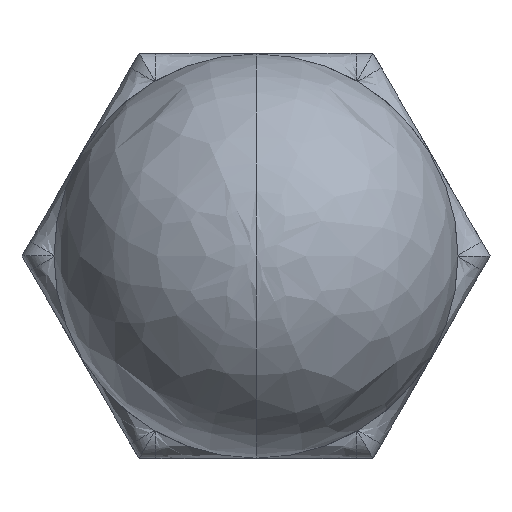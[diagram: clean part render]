
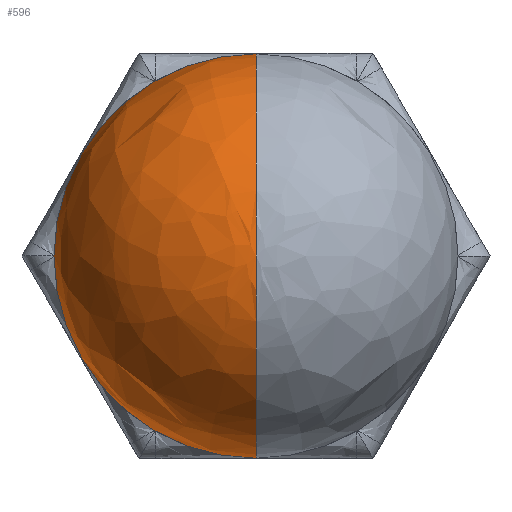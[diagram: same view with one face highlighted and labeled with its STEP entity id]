
A CAD part, front view. The second image highlights one B-rep face of the part: STEP entity #596.
In plain terms, the highlighted free-form (B-spline) face has degree [3, 3] with [4, 4] control points.
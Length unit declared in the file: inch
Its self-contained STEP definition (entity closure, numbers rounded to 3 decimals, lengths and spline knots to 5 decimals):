
#588 = VERTEX_POINT ( 'NONE', #2030 ) ;
#589 = VERTEX_POINT ( 'NONE', #2073 ) ;
#596 = ADVANCED_FACE ( 'NONE', ( #2066 ), #2058, .T. ) ;
#597 = VERTEX_POINT ( 'NONE', #2063 ) ;
#598 = EDGE_LOOP ( 'NONE', ( #601, #599, #606 ) ) ;
#599 = ORIENTED_EDGE ( 'NONE', *, *, #603, .T. ) ;
#601 = ORIENTED_EDGE ( 'NONE', *, *, #698, .F. ) ;
#603 = EDGE_CURVE ( 'NONE', #589, #588, #2081, .T. ) ;
#605 = EDGE_CURVE ( 'NONE', #588, #597, #2062, .T. ) ;
#606 = ORIENTED_EDGE ( 'NONE', *, *, #605, .T. ) ;
#698 = EDGE_CURVE ( 'NONE', #589, #597, #2289, .T. ) ;
#2030 = CARTESIAN_POINT ( 'NONE',  ( 0., -0.7835, 0.1555 ) ) ;
#2058 =( BOUNDED_SURFACE ( )  B_SPLINE_SURFACE ( 3, 3, ( 
 ( #2100, #2099, #2098, #2097 ),
 ( #2096, #2095, #2094, #2093 ),
 ( #2092, #2091, #2090, #2089 ),
 ( #2088, #2087, #2086, #2085 ) ),
 .UNSPECIFIED., .F., .F., .T. ) 
 B_SPLINE_SURFACE_WITH_KNOTS ( ( 4, 4 ),
 ( 4, 4 ),
 ( 0., 1. ),
 ( 0., 1. ),
 .UNSPECIFIED. ) 
 GEOMETRIC_REPRESENTATION_ITEM ( )  RATIONAL_B_SPLINE_SURFACE ( (
 ( 1., 0.333, 0.333, 1.),
 ( 0.805, 0.268, 0.268, 0.805),
 ( 0.805, 0.268, 0.268, 0.805),
 ( 1., 0.333, 0.333, 1.) ) ) 
 REPRESENTATION_ITEM ( '' )  SURFACE ( )  );
#2062 = CIRCLE ( 'NONE', #2067, 0.1555 ) ;
#2063 = CARTESIAN_POINT ( 'NONE',  ( 0., -0.7835, -0.1555 ) ) ;
#2066 = FACE_OUTER_BOUND ( 'NONE', #598, .T. ) ;
#2067 = AXIS2_PLACEMENT_3D ( 'NONE', #2084, #2125, #2124 ) ;
#2073 = CARTESIAN_POINT ( 'NONE',  ( 0., -0.9435, 0. ) ) ;
#2080 = CARTESIAN_POINT ( 'NONE',  ( 0., -0.9435, 0. ) ) ;
#2081 =( BOUNDED_CURVE ( )  B_SPLINE_CURVE ( 3, ( #2080, #2131, #2130, #2129 ),
 .UNSPECIFIED., .F., .F. ) 
 B_SPLINE_CURVE_WITH_KNOTS ( ( 4, 4 ),
 ( 0., 1.5708 ),
 .UNSPECIFIED. ) 
 CURVE ( )  GEOMETRIC_REPRESENTATION_ITEM ( )  RATIONAL_B_SPLINE_CURVE ( ( 1., 0.805, 0.805, 1. ) ) 
 REPRESENTATION_ITEM ( '' )  );
#2084 = CARTESIAN_POINT ( 'NONE',  ( 0., -0.7835, 0. ) ) ;
#2085 = CARTESIAN_POINT ( 'NONE',  ( 0., -0.7835, -0.1555 ) ) ;
#2086 = CARTESIAN_POINT ( 'NONE',  ( -0.311, -0.7835, -0.1555 ) ) ;
#2087 = CARTESIAN_POINT ( 'NONE',  ( -0.311, -0.7835, 0.1555 ) ) ;
#2088 = CARTESIAN_POINT ( 'NONE',  ( 0., -0.7835, 0.1555 ) ) ;
#2089 = CARTESIAN_POINT ( 'NONE',  ( 0., -0.87723, -0.1555 ) ) ;
#2090 = CARTESIAN_POINT ( 'NONE',  ( -0.311, -0.87723, -0.1555 ) ) ;
#2091 = CARTESIAN_POINT ( 'NONE',  ( -0.311, -0.87723, 0.1555 ) ) ;
#2092 = CARTESIAN_POINT ( 'NONE',  ( 0., -0.87723, 0.1555 ) ) ;
#2093 = CARTESIAN_POINT ( 'NONE',  ( 0., -0.9435, -0.09109 ) ) ;
#2094 = CARTESIAN_POINT ( 'NONE',  ( -0.18218, -0.9435, -0.09109 ) ) ;
#2095 = CARTESIAN_POINT ( 'NONE',  ( -0.18218, -0.9435, 0.09109 ) ) ;
#2096 = CARTESIAN_POINT ( 'NONE',  ( 0., -0.9435, 0.09109 ) ) ;
#2097 = CARTESIAN_POINT ( 'NONE',  ( 0., -0.9435, 0. ) ) ;
#2098 = CARTESIAN_POINT ( 'NONE',  ( 0., -0.9435, 0. ) ) ;
#2099 = CARTESIAN_POINT ( 'NONE',  ( 0., -0.9435, 0. ) ) ;
#2100 = CARTESIAN_POINT ( 'NONE',  ( 0., -0.9435, 0. ) ) ;
#2124 = DIRECTION ( 'NONE',  ( 0., 0., -1. ) ) ;
#2125 = DIRECTION ( 'NONE',  ( 0., -1., 0. ) ) ;
#2129 = CARTESIAN_POINT ( 'NONE',  ( 0., -0.7835, 0.1555 ) ) ;
#2130 = CARTESIAN_POINT ( 'NONE',  ( 0., -0.87723, 0.1555 ) ) ;
#2131 = CARTESIAN_POINT ( 'NONE',  ( 0., -0.9435, 0.09109 ) ) ;
#2284 = CARTESIAN_POINT ( 'NONE',  ( 0., -0.7835, -0.1555 ) ) ;
#2285 = CARTESIAN_POINT ( 'NONE',  ( 0., -0.87723, -0.1555 ) ) ;
#2286 = CARTESIAN_POINT ( 'NONE',  ( 0., -0.9435, -0.09109 ) ) ;
#2287 = CARTESIAN_POINT ( 'NONE',  ( 0., -0.9435, 0. ) ) ;
#2289 =( BOUNDED_CURVE ( )  B_SPLINE_CURVE ( 3, ( #2287, #2286, #2285, #2284 ),
 .UNSPECIFIED., .F., .F. ) 
 B_SPLINE_CURVE_WITH_KNOTS ( ( 4, 4 ),
 ( 0., 1.5708 ),
 .UNSPECIFIED. ) 
 CURVE ( )  GEOMETRIC_REPRESENTATION_ITEM ( )  RATIONAL_B_SPLINE_CURVE ( ( 1., 0.805, 0.805, 1. ) ) 
 REPRESENTATION_ITEM ( '' )  );
